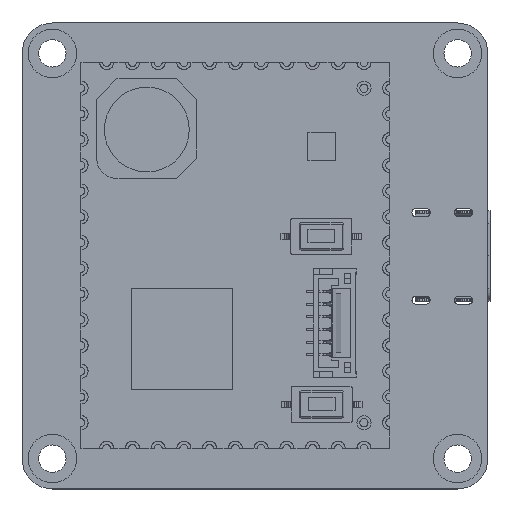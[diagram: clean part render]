
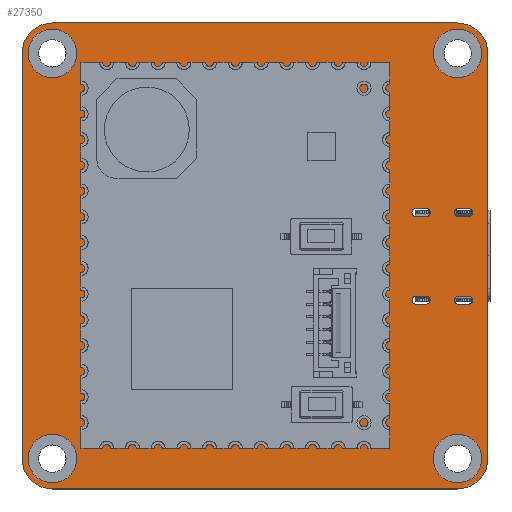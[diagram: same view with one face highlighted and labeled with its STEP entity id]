
A CAD part, top view. The second image highlights one B-rep face of the part: STEP entity #27350.
In plain terms, the highlighted planar face has unit normal (0, 0, 1).
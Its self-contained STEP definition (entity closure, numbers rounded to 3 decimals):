
#411=FACE_BOUND('',#3467,.T.);
#412=FACE_BOUND('',#3468,.T.);
#413=FACE_BOUND('',#3469,.T.);
#414=FACE_BOUND('',#3470,.T.);
#415=FACE_BOUND('',#3471,.T.);
#416=FACE_BOUND('',#3472,.T.);
#417=FACE_BOUND('',#3473,.T.);
#418=FACE_BOUND('',#3474,.T.);
#782=CIRCLE('',#29393,0.4);
#784=CIRCLE('',#29397,0.4);
#786=CIRCLE('',#29401,0.4);
#788=CIRCLE('',#29405,0.4);
#790=CIRCLE('',#29409,0.4);
#792=CIRCLE('',#29413,0.4);
#794=CIRCLE('',#29417,0.4);
#796=CIRCLE('',#29421,0.4);
#798=CIRCLE('',#29424,2.4);
#804=CIRCLE('',#29434,2.4);
#810=CIRCLE('',#29444,2.4);
#816=CIRCLE('',#29454,2.4);
#821=CIRCLE('',#29463,3.);
#826=CIRCLE('',#29471,3.);
#827=CIRCLE('',#29474,3.);
#828=CIRCLE('',#29477,3.);
#1961=FACE_OUTER_BOUND('',#3466,.T.);
#3466=EDGE_LOOP('',(#20069,#20070,#20071,#20072,#20073,#20074,#20075,#20076));
#3467=EDGE_LOOP('',(#20077,#20078,#20079,#20080));
#3468=EDGE_LOOP('',(#20081,#20082,#20083,#20084));
#3469=EDGE_LOOP('',(#20085,#20086,#20087,#20088));
#3470=EDGE_LOOP('',(#20089,#20090,#20091,#20092));
#3471=EDGE_LOOP('',(#20093));
#3472=EDGE_LOOP('',(#20094));
#3473=EDGE_LOOP('',(#20095));
#3474=EDGE_LOOP('',(#20096));
#5622=LINE('',#41523,#8679);
#5626=LINE('',#41535,#8683);
#5630=LINE('',#41547,#8687);
#5634=LINE('',#41559,#8691);
#5638=LINE('',#41571,#8695);
#5642=LINE('',#41583,#8699);
#5646=LINE('',#41595,#8703);
#5650=LINE('',#41607,#8707);
#5664=LINE('',#41698,#8721);
#5670=LINE('',#41718,#8727);
#5673=LINE('',#41726,#8730);
#5679=LINE('',#41740,#8736);
#8679=VECTOR('',#33822,10.);
#8683=VECTOR('',#33834,10.);
#8687=VECTOR('',#33846,10.);
#8691=VECTOR('',#33858,10.);
#8695=VECTOR('',#33870,10.);
#8699=VECTOR('',#33882,10.);
#8703=VECTOR('',#33894,10.);
#8707=VECTOR('',#33906,10.);
#8721=VECTOR('',#34014,10.);
#8727=VECTOR('',#34034,10.);
#8730=VECTOR('',#34043,10.);
#8736=VECTOR('',#34063,10.);
#11458=VERTEX_POINT('',#41520);
#11459=VERTEX_POINT('',#41522);
#11461=VERTEX_POINT('',#41528);
#11463=VERTEX_POINT('',#41534);
#11466=VERTEX_POINT('',#41544);
#11467=VERTEX_POINT('',#41546);
#11469=VERTEX_POINT('',#41552);
#11471=VERTEX_POINT('',#41558);
#11474=VERTEX_POINT('',#41568);
#11475=VERTEX_POINT('',#41570);
#11477=VERTEX_POINT('',#41576);
#11479=VERTEX_POINT('',#41582);
#11482=VERTEX_POINT('',#41592);
#11483=VERTEX_POINT('',#41594);
#11485=VERTEX_POINT('',#41600);
#11487=VERTEX_POINT('',#41606);
#11489=VERTEX_POINT('',#41615);
#11495=VERTEX_POINT('',#41633);
#11501=VERTEX_POINT('',#41651);
#11507=VERTEX_POINT('',#41669);
#11512=VERTEX_POINT('',#41685);
#11513=VERTEX_POINT('',#41686);
#11517=VERTEX_POINT('',#41696);
#11523=VERTEX_POINT('',#41712);
#11524=VERTEX_POINT('',#41716);
#11525=VERTEX_POINT('',#41720);
#11526=VERTEX_POINT('',#41721);
#11527=VERTEX_POINT('',#41728);
#14510=EDGE_CURVE('',#11459,#11458,#5622,.T.);
#14513=EDGE_CURVE('',#11461,#11459,#782,.T.);
#14516=EDGE_CURVE('',#11463,#11461,#5626,.T.);
#14519=EDGE_CURVE('',#11458,#11463,#784,.T.);
#14522=EDGE_CURVE('',#11467,#11466,#5630,.T.);
#14525=EDGE_CURVE('',#11469,#11467,#786,.T.);
#14528=EDGE_CURVE('',#11471,#11469,#5634,.T.);
#14531=EDGE_CURVE('',#11466,#11471,#788,.T.);
#14534=EDGE_CURVE('',#11475,#11474,#5638,.T.);
#14537=EDGE_CURVE('',#11477,#11475,#790,.T.);
#14540=EDGE_CURVE('',#11479,#11477,#5642,.T.);
#14543=EDGE_CURVE('',#11474,#11479,#792,.T.);
#14546=EDGE_CURVE('',#11483,#11482,#5646,.T.);
#14549=EDGE_CURVE('',#11485,#11483,#794,.T.);
#14552=EDGE_CURVE('',#11487,#11485,#5650,.T.);
#14555=EDGE_CURVE('',#11482,#11487,#796,.T.);
#14558=EDGE_CURVE('',#11489,#11489,#798,.T.);
#14566=EDGE_CURVE('',#11495,#11495,#804,.T.);
#14574=EDGE_CURVE('',#11501,#11501,#810,.T.);
#14582=EDGE_CURVE('',#11507,#11507,#816,.T.);
#14588=EDGE_CURVE('',#11512,#11513,#821,.T.);
#14594=EDGE_CURVE('',#11512,#11517,#5664,.T.);
#14601=EDGE_CURVE('',#11523,#11517,#826,.T.);
#14604=EDGE_CURVE('',#11523,#11524,#5670,.T.);
#14605=EDGE_CURVE('',#11525,#11526,#827,.T.);
#14608=EDGE_CURVE('',#11525,#11513,#5673,.T.);
#14609=EDGE_CURVE('',#11527,#11524,#828,.T.);
#14615=EDGE_CURVE('',#11527,#11526,#5679,.T.);
#20069=ORIENTED_EDGE('',*,*,#14588,.F.);
#20070=ORIENTED_EDGE('',*,*,#14594,.T.);
#20071=ORIENTED_EDGE('',*,*,#14601,.F.);
#20072=ORIENTED_EDGE('',*,*,#14604,.T.);
#20073=ORIENTED_EDGE('',*,*,#14609,.F.);
#20074=ORIENTED_EDGE('',*,*,#14615,.T.);
#20075=ORIENTED_EDGE('',*,*,#14605,.F.);
#20076=ORIENTED_EDGE('',*,*,#14608,.T.);
#20077=ORIENTED_EDGE('',*,*,#14516,.T.);
#20078=ORIENTED_EDGE('',*,*,#14513,.T.);
#20079=ORIENTED_EDGE('',*,*,#14510,.T.);
#20080=ORIENTED_EDGE('',*,*,#14519,.T.);
#20081=ORIENTED_EDGE('',*,*,#14528,.T.);
#20082=ORIENTED_EDGE('',*,*,#14525,.T.);
#20083=ORIENTED_EDGE('',*,*,#14522,.T.);
#20084=ORIENTED_EDGE('',*,*,#14531,.T.);
#20085=ORIENTED_EDGE('',*,*,#14540,.T.);
#20086=ORIENTED_EDGE('',*,*,#14537,.T.);
#20087=ORIENTED_EDGE('',*,*,#14534,.T.);
#20088=ORIENTED_EDGE('',*,*,#14543,.T.);
#20089=ORIENTED_EDGE('',*,*,#14552,.T.);
#20090=ORIENTED_EDGE('',*,*,#14549,.T.);
#20091=ORIENTED_EDGE('',*,*,#14546,.T.);
#20092=ORIENTED_EDGE('',*,*,#14555,.T.);
#20093=ORIENTED_EDGE('',*,*,#14558,.T.);
#20094=ORIENTED_EDGE('',*,*,#14566,.T.);
#20095=ORIENTED_EDGE('',*,*,#14574,.T.);
#20096=ORIENTED_EDGE('',*,*,#14582,.T.);
#24866=PLANE('',#29483);
#27350=ADVANCED_FACE('',(#1961,#411,#412,#413,#414,#415,#416,#417,#418),
#24866,.T.);
#29393=AXIS2_PLACEMENT_3D('',#41529,#33828,#33829);
#29397=AXIS2_PLACEMENT_3D('',#41539,#33840,#33841);
#29401=AXIS2_PLACEMENT_3D('',#41553,#33852,#33853);
#29405=AXIS2_PLACEMENT_3D('',#41563,#33864,#33865);
#29409=AXIS2_PLACEMENT_3D('',#41577,#33876,#33877);
#29413=AXIS2_PLACEMENT_3D('',#41587,#33888,#33889);
#29417=AXIS2_PLACEMENT_3D('',#41601,#33900,#33901);
#29421=AXIS2_PLACEMENT_3D('',#41611,#33912,#33913);
#29424=AXIS2_PLACEMENT_3D('',#41617,#33919,#33920);
#29434=AXIS2_PLACEMENT_3D('',#41635,#33941,#33942);
#29444=AXIS2_PLACEMENT_3D('',#41653,#33963,#33964);
#29454=AXIS2_PLACEMENT_3D('',#41671,#33985,#33986);
#29463=AXIS2_PLACEMENT_3D('',#41687,#34004,#34005);
#29471=AXIS2_PLACEMENT_3D('',#41713,#34028,#34029);
#29474=AXIS2_PLACEMENT_3D('',#41722,#34037,#34038);
#29477=AXIS2_PLACEMENT_3D('',#41729,#34046,#34047);
#29483=AXIS2_PLACEMENT_3D('',#41741,#34064,#34065);
#33822=DIRECTION('',(-1.,0.,0.));
#33828=DIRECTION('center_axis',(0.,0.,-1.));
#33829=DIRECTION('ref_axis',(0.,-1.,0.));
#33834=DIRECTION('',(1.,0.,0.));
#33840=DIRECTION('center_axis',(0.,0.,-1.));
#33841=DIRECTION('ref_axis',(0.,1.,0.));
#33846=DIRECTION('',(-1.,0.,0.));
#33852=DIRECTION('center_axis',(0.,0.,-1.));
#33853=DIRECTION('ref_axis',(0.,-1.,0.));
#33858=DIRECTION('',(1.,0.,0.));
#33864=DIRECTION('center_axis',(0.,0.,-1.));
#33865=DIRECTION('ref_axis',(0.,1.,0.));
#33870=DIRECTION('',(-1.,0.,0.));
#33876=DIRECTION('center_axis',(0.,0.,-1.));
#33877=DIRECTION('ref_axis',(0.,-1.,0.));
#33882=DIRECTION('',(1.,0.,0.));
#33888=DIRECTION('center_axis',(0.,0.,-1.));
#33889=DIRECTION('ref_axis',(0.,1.,0.));
#33894=DIRECTION('',(-1.,0.,0.));
#33900=DIRECTION('center_axis',(0.,0.,-1.));
#33901=DIRECTION('ref_axis',(0.,-1.,0.));
#33906=DIRECTION('',(1.,0.,0.));
#33912=DIRECTION('center_axis',(0.,0.,-1.));
#33913=DIRECTION('ref_axis',(0.,1.,0.));
#33919=DIRECTION('center_axis',(0.,0.,-1.));
#33920=DIRECTION('ref_axis',(1.,0.,0.));
#33941=DIRECTION('center_axis',(0.,0.,-1.));
#33942=DIRECTION('ref_axis',(1.,0.,0.));
#33963=DIRECTION('center_axis',(0.,0.,-1.));
#33964=DIRECTION('ref_axis',(1.,0.,0.));
#33985=DIRECTION('center_axis',(0.,0.,-1.));
#33986=DIRECTION('ref_axis',(1.,0.,0.));
#34004=DIRECTION('center_axis',(0.,0.,-1.));
#34005=DIRECTION('ref_axis',(-0.707,-0.707,0.));
#34014=DIRECTION('',(1.,0.,0.));
#34028=DIRECTION('center_axis',(0.,0.,-1.));
#34029=DIRECTION('ref_axis',(0.707,-0.707,0.));
#34034=DIRECTION('',(0.,1.,0.));
#34037=DIRECTION('center_axis',(0.,0.,-1.));
#34038=DIRECTION('ref_axis',(-0.707,0.707,0.));
#34043=DIRECTION('',(0.,-1.,0.));
#34046=DIRECTION('center_axis',(0.,0.,-1.));
#34047=DIRECTION('ref_axis',(0.707,0.707,0.));
#34063=DIRECTION('',(-1.,0.,0.));
#34064=DIRECTION('center_axis',(0.,0.,1.));
#34065=DIRECTION('ref_axis',(1.,0.,0.));
#41520=CARTESIAN_POINT('',(15.897,-4.762,1.6));
#41522=CARTESIAN_POINT('',(16.897,-4.762,1.6));
#41523=CARTESIAN_POINT('',(8.448,-4.762,1.6));
#41528=CARTESIAN_POINT('',(16.897,-3.962,1.6));
#41529=CARTESIAN_POINT('Origin',(16.897,-4.362,1.6));
#41534=CARTESIAN_POINT('',(15.897,-3.962,1.6));
#41535=CARTESIAN_POINT('',(7.948,-3.962,1.6));
#41539=CARTESIAN_POINT('Origin',(15.897,-4.362,1.6));
#41544=CARTESIAN_POINT('',(20.077,3.888,1.6));
#41546=CARTESIAN_POINT('',(21.077,3.888,1.6));
#41547=CARTESIAN_POINT('',(10.538,3.888,1.6));
#41552=CARTESIAN_POINT('',(21.077,4.688,1.6));
#41553=CARTESIAN_POINT('Origin',(21.077,4.288,1.6));
#41558=CARTESIAN_POINT('',(20.077,4.688,1.6));
#41559=CARTESIAN_POINT('',(10.038,4.688,1.6));
#41563=CARTESIAN_POINT('Origin',(20.077,4.288,1.6));
#41568=CARTESIAN_POINT('',(15.897,3.888,1.6));
#41570=CARTESIAN_POINT('',(16.897,3.888,1.6));
#41571=CARTESIAN_POINT('',(8.448,3.888,1.6));
#41576=CARTESIAN_POINT('',(16.897,4.688,1.6));
#41577=CARTESIAN_POINT('Origin',(16.897,4.288,1.6));
#41582=CARTESIAN_POINT('',(15.897,4.688,1.6));
#41583=CARTESIAN_POINT('',(7.948,4.688,1.6));
#41587=CARTESIAN_POINT('Origin',(15.897,4.288,1.6));
#41592=CARTESIAN_POINT('',(20.077,-4.762,1.6));
#41594=CARTESIAN_POINT('',(21.077,-4.762,1.6));
#41595=CARTESIAN_POINT('',(10.538,-4.762,1.6));
#41600=CARTESIAN_POINT('',(21.077,-3.962,1.6));
#41601=CARTESIAN_POINT('Origin',(21.077,-4.362,1.6));
#41606=CARTESIAN_POINT('',(20.077,-3.962,1.6));
#41607=CARTESIAN_POINT('',(10.038,-3.962,1.6));
#41611=CARTESIAN_POINT('Origin',(20.077,-4.362,1.6));
#41615=CARTESIAN_POINT('',(17.6,-20.,1.6));
#41617=CARTESIAN_POINT('Origin',(20.,-20.,1.6));
#41633=CARTESIAN_POINT('',(17.6,20.,1.6));
#41635=CARTESIAN_POINT('Origin',(20.,20.,1.6));
#41651=CARTESIAN_POINT('',(-22.4,-20.,1.6));
#41653=CARTESIAN_POINT('Origin',(-20.,-20.,1.6));
#41669=CARTESIAN_POINT('',(-22.4,20.,1.6));
#41671=CARTESIAN_POINT('Origin',(-20.,20.,1.6));
#41685=CARTESIAN_POINT('',(-20.,-23.,1.6));
#41686=CARTESIAN_POINT('',(-23.,-20.,1.6));
#41687=CARTESIAN_POINT('Origin',(-20.,-20.,1.6));
#41696=CARTESIAN_POINT('',(20.,-23.,1.6));
#41698=CARTESIAN_POINT('',(-23.,-23.,1.6));
#41712=CARTESIAN_POINT('',(23.,-20.,1.6));
#41713=CARTESIAN_POINT('Origin',(20.,-20.,1.6));
#41716=CARTESIAN_POINT('',(23.,20.,1.6));
#41718=CARTESIAN_POINT('',(23.,-23.,1.6));
#41720=CARTESIAN_POINT('',(-23.,20.,1.6));
#41721=CARTESIAN_POINT('',(-20.,23.,1.6));
#41722=CARTESIAN_POINT('Origin',(-20.,20.,1.6));
#41726=CARTESIAN_POINT('',(-23.,23.,1.6));
#41728=CARTESIAN_POINT('',(20.,23.,1.6));
#41729=CARTESIAN_POINT('Origin',(20.,20.,1.6));
#41740=CARTESIAN_POINT('',(23.,23.,1.6));
#41741=CARTESIAN_POINT('Origin',(0.,0.,1.6));
